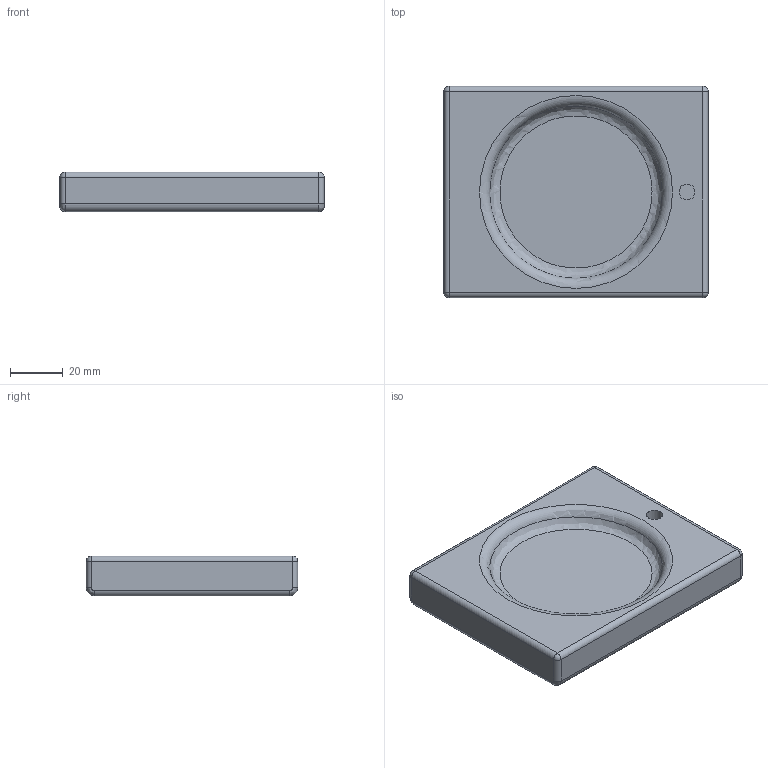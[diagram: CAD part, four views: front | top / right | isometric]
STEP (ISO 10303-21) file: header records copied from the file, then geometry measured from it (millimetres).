
FILE_DESCRIPTION(/* description */ (''),/* implementation_level */ '2;1');
FILE_NAME(/* name */ 'Schliten main v6.step',/* time_stamp */ '2024-01-26T15:52:18+01:00',/* author */ (''),/* organization */ (''),/* preprocessor_version */ 'ST-DEVELOPER v20',/* originating_system */ 'Autodesk Translation Framework v12.14.0.127',/* authorisation */ '');
FILE_SCHEMA (('AUTOMOTIVE_DESIGN { 1 0 10303 214 3 1 1 }'));
Length unit declared in the file: millimetre
Products named in the file (1): Schliten main
Bounding box: 100 x 80 x 15 mm (x, y, z)
Volume: 98719 mm3; surface area: 21512.3 mm2
Topology: 1 solids, 1 shells, 39 faces, 73 edges, 42 vertices
Faces by surface type: cylinder 17, plane 12, bspline 5, sphere 4, torus 1
Full cylindrical faces by diameter (mm): 3 x4, 6 x1
Entity records: 1246 total; most frequent: CARTESIAN_POINT 425, DIRECTION 181, ORIENTED_EDGE 146, AXIS2_PLACEMENT_3D 76, EDGE_CURVE 73, EDGE_LOOP 45, VERTEX_POINT 42, CIRCLE 41
